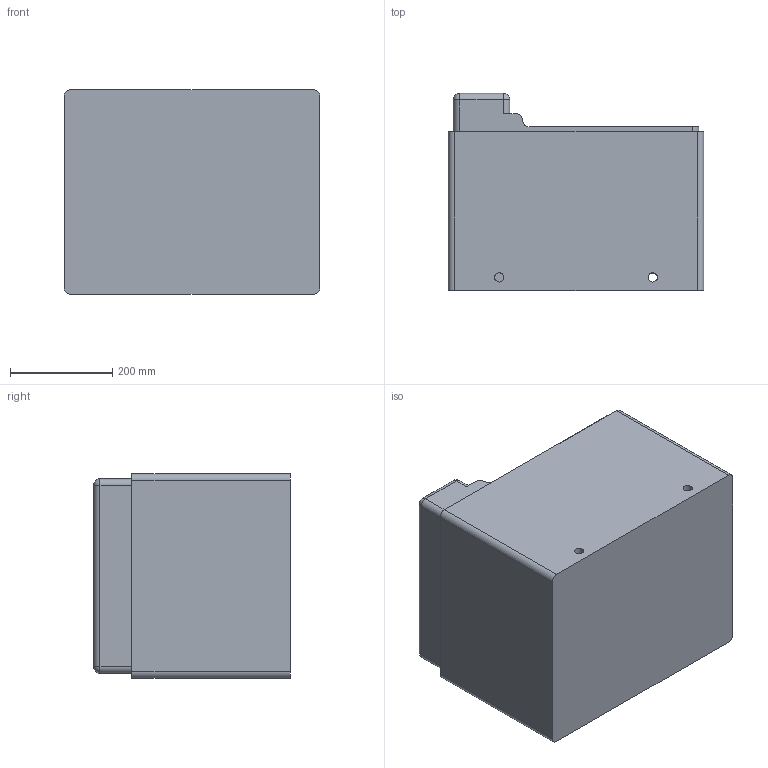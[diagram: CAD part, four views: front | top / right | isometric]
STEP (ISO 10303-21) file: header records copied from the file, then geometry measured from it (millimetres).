
FILE_DESCRIPTION(/* description */ (''),/* implementation_level */ '2;1');
FILE_NAME(/* name */ 'Chasis2_ipt_1e3ea769.STEP',/* time_stamp */ '2022-05-09T12:02:05-05:00',/* author */ ('User'),/* organization */ (''),/* preprocessor_version */ 'ST-DEVELOPER v18',/* originating_system */ 'Autodesk Inventor 2020',/* authorisation */ '');
FILE_SCHEMA (('AUTOMOTIVE_DESIGN { 1 0 10303 214 3 1 1 }'));
Length unit declared in the file: millimetre
Products named in the file (1): Chasis
Bounding box: 500 x 385 x 400 mm (x, y, z)
Volume: 26378552.5 mm3; surface area: 1475423.6 mm2
Topology: 1 solids, 1 shells, 59 faces, 159 edges, 110 vertices
Faces by surface type: cylinder 28, plane 27, sphere 4
Full cylindrical faces by diameter (mm): 7.5 x2, 18 x4
Entity records: 1938 total; most frequent: DIRECTION 346, CARTESIAN_POINT 326, ORIENTED_EDGE 312, EDGE_CURVE 156, AXIS2_PLACEMENT_3D 130, VERTEX_POINT 104, LINE 86, VECTOR 86
